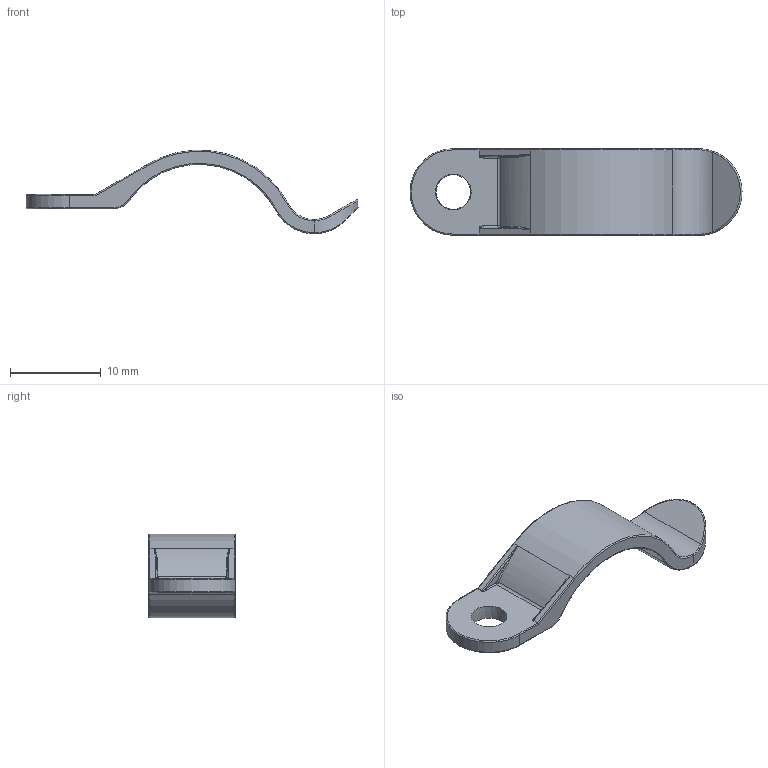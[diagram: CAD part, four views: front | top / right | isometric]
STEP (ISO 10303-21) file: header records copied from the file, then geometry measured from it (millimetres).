
FILE_DESCRIPTION(/* description */ (''),/* implementation_level */ '2;1');
FILE_NAME(/* name */ 'PANDUIT_TWR_C',/* time_stamp */ '2010-12-10T10:41:10-06:00',/* author */ (''),/* organization */ (''),/* preprocessor_version */ 'ST-DEVELOPER v9',/* originating_system */ 'UGS - NX 3.0',/* authorisation */ '');
FILE_SCHEMA (('CONFIG_CONTROL_DESIGN'));
Length unit declared in the file: inch
Products named in the file (1): bwg26DC80sq
Bounding box: 36.51 x 9.53 x 9.19 mm (x, y, z)
Volume: 574.7 mm3; surface area: 891.1 mm2
Topology: 1 solids, 1 shells, 59 faces, 135 edges, 78 vertices
Faces by surface type: cylinder 20, torus 14, bspline 14, plane 10, cone 1
Entity records: 2129 total; most frequent: CARTESIAN_POINT 741, DIRECTION 290, ORIENTED_EDGE 268, EDGE_CURVE 134, AXIS2_PLACEMENT_3D 126, VERTEX_POINT 78, CIRCLE 64, EDGE_LOOP 62
